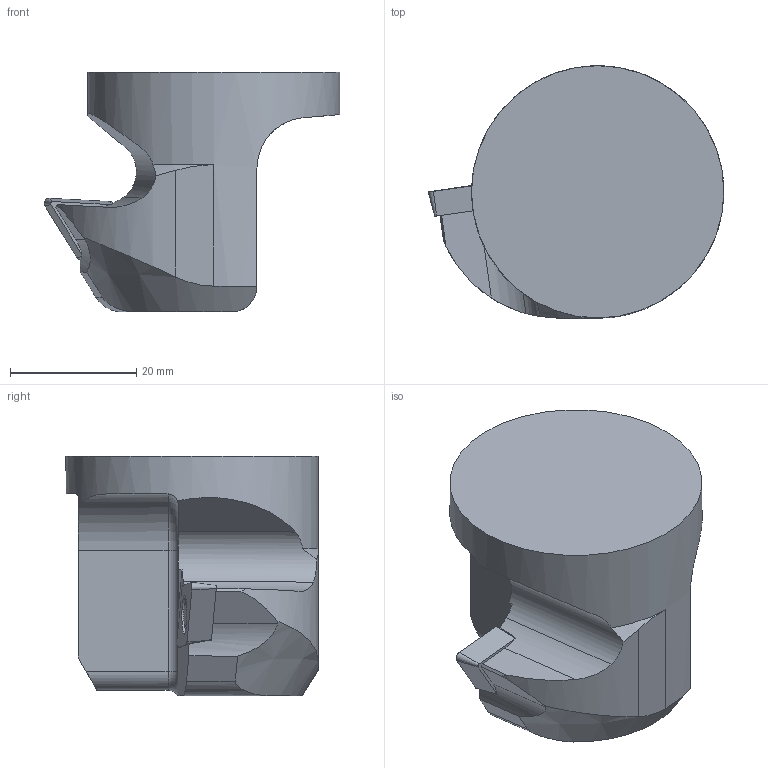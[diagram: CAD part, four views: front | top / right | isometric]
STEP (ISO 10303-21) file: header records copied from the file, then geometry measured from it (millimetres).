
FILE_DESCRIPTION(/* description */ (''),/* implementation_level */ '2;1');
FILE_NAME(/* name */ '1642426001460.stp',/* time_stamp */ '2022-01-17T18:57:07+05:00',/* author */ (''),/* organization */ ('SMS'),/* preprocessor_version */ 'ST-DEVELOPER v16.7',/* originating_system */ 'SIEMENS PLM Software NX 12.0',/* authorisation */ '');
FILE_SCHEMA (('AUTOMOTIVE_DESIGN { 1 0 10303 214 3 1 1 1 }'));
Length unit declared in the file: millimetre
Products named in the file (4): ASSEMBLY_CONSTRUCTION; IsoTurningInsert; 203922908mod000_00; 201715498mod000_01
Assembly tree (3 placements, depth 2):
  201715498mod000_01
    203922908mod000_00
    IsoTurningInsert
    ASSEMBLY_CONSTRUCTION
Bounding box: 46.87 x 40 x 38 mm (x, y, z)
Volume: 29854.9 mm3; surface area: 7335.2 mm2
Topology: 2 solids, 2 shells, 75 faces, 197 edges, 134 vertices
Faces by surface type: plane 34, cylinder 21, cone 11, torus 8, sphere 1
Full cylindrical faces by diameter (mm): 4.4 x2, 5.25 x1, 40 x1
Entity records: 2596 total; most frequent: CARTESIAN_POINT 629, DIRECTION 396, ORIENTED_EDGE 358, EDGE_CURVE 179, AXIS2_PLACEMENT_3D 157, VERTEX_POINT 121, EDGE_LOOP 90, LINE 82
